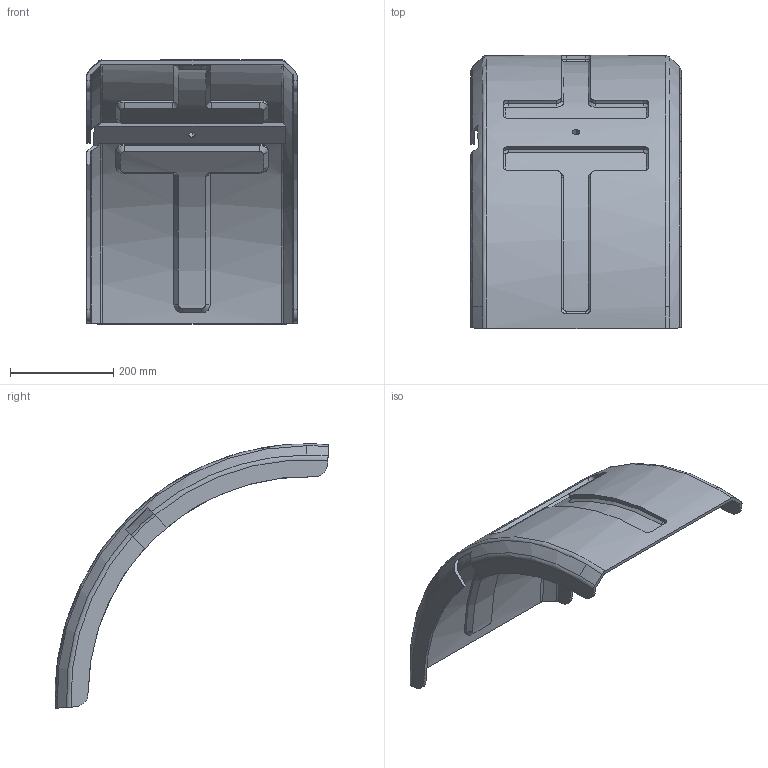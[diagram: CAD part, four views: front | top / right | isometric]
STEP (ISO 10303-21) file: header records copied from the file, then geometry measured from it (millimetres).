
FILE_DESCRIPTION (( 'STEP AP203' ), '1' );
FILE_NAME ('LFFender_Primary.STEP', '2023-07-27T05:57:08', ( '' ), ( '' ), 'SwSTEP 2.0', 'SolidWorks 2021', '' );
FILE_SCHEMA (( 'CONFIG_CONTROL_DESIGN' ));
Length unit declared in the file: centimetre
Products named in the file (3): Front Chassis _1_; LFFender_Primary; Part 3-7
Assembly tree (2 placements, depth 3):
  LFFender_Primary
    Front Chassis _1_
      Part 3-7
Bounding box: 406.4 x 529.26 x 511.12 mm (x, y, z)
Volume: 2749501.2 mm3; surface area: 847855.8 mm2
Topology: 1 solids, 1 shells, 182 faces, 464 edges, 288 vertices
Faces by surface type: bspline 64, plane 61, cone 27, cylinder 16, torus 14
Entity records: 30207 total; most frequent: CARTESIAN_POINT 26164, ORIENTED_EDGE 928, DIRECTION 548, EDGE_CURVE 464, VERTEX_POINT 288, B_SPLINE_CURVE_WITH_KNOTS 270, AXIS2_PLACEMENT_3D 230, EDGE_LOOP 188
